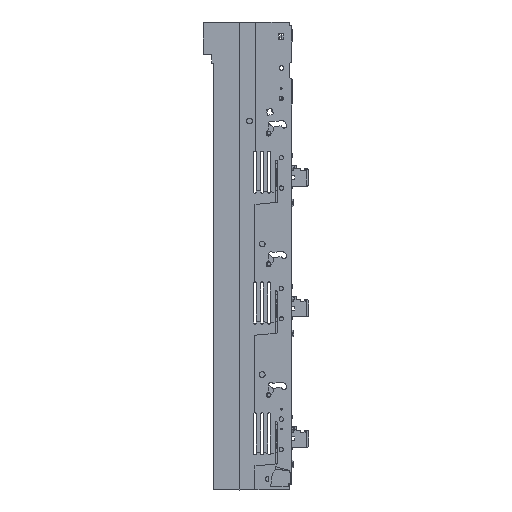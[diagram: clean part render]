
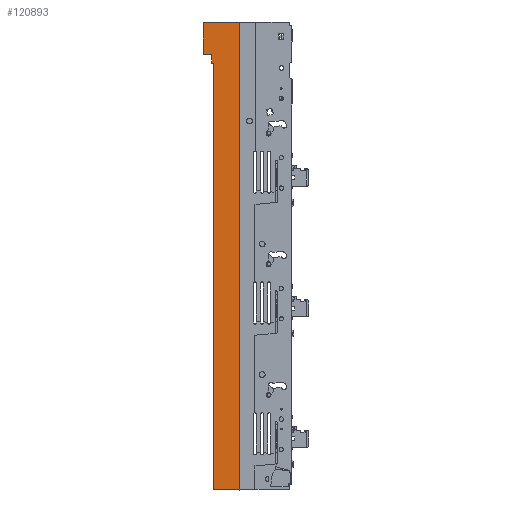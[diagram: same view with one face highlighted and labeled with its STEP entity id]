
A CAD part, left-side view. The second image highlights one B-rep face of the part: STEP entity #120893.
In plain terms, the highlighted face is planar.
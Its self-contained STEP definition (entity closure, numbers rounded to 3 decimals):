
#115457=DIRECTION('',(-1.,0.,0.));
#115458=VECTOR('',#115457,603.299);
#115459=CARTESIAN_POINT('',(339.287,24.8,-0.001));
#115460=LINE('',#115459,#115458);
#115520=DIRECTION('',(-0.029,0.,1.));
#115521=VECTOR('',#115520,3.);
#115522=CARTESIAN_POINT('',(339.375,24.8,-2.999));
#115523=LINE('',#115522,#115521);
#115591=DIRECTION('',(0.018,0.,-1.));
#115592=VECTOR('',#115591,36.806);
#115593=CARTESIAN_POINT('',(-264.693,24.8,36.8));
#115594=LINE('',#115593,#115592);
#115598=DIRECTION('',(0.024,0.,-1.));
#115599=VECTOR('',#115598,12.004);
#115600=CARTESIAN_POINT('',(351.473,24.8,-3.));
#115601=LINE('',#115600,#115599);
#115605=DIRECTION('',(0.016,0.,1.));
#115606=VECTOR('',#115605,51.806);
#115607=CARTESIAN_POINT('',(396.813,24.8,-15.));
#115608=LINE('',#115607,#115606);
#115619=DIRECTION('',(-1.,0.,0.));
#115620=VECTOR('',#115619,12.098);
#115621=CARTESIAN_POINT('',(351.473,24.8,-3.));
#115622=LINE('',#115621,#115620);
#115640=DIRECTION('',(-1.,0.,0.));
#115641=VECTOR('',#115640,45.049);
#115642=CARTESIAN_POINT('',(396.813,24.8,-15.));
#115643=LINE('',#115642,#115641);
#115689=DIRECTION('',(1.,0.,0.));
#115690=VECTOR('',#115689,662.324);
#115691=CARTESIAN_POINT('',(-264.693,24.8,36.8));
#115692=LINE('',#115691,#115690);
#119711=CARTESIAN_POINT('',(339.287,24.8,-0.001));
#119713=VERTEX_POINT('',#119711);
#119715=CARTESIAN_POINT('',(-264.013,24.8,0.));
#119716=VERTEX_POINT('',#119715);
#119970=CARTESIAN_POINT('',(339.375,24.8,-2.999));
#119971=VERTEX_POINT('',#119970);
#119982=CARTESIAN_POINT('',(-264.693,24.8,36.8));
#119983=VERTEX_POINT('',#119982);
#119986=CARTESIAN_POINT('',(351.473,24.8,-3.));
#119987=VERTEX_POINT('',#119986);
#119988=CARTESIAN_POINT('',(351.764,24.8,-15.));
#119989=VERTEX_POINT('',#119988);
#119990=CARTESIAN_POINT('',(396.813,24.8,-15.));
#119991=VERTEX_POINT('',#119990);
#119992=CARTESIAN_POINT('',(397.63,24.8,36.8));
#119993=VERTEX_POINT('',#119992);
#120873=CARTESIAN_POINT('',(0.,24.8,0.));
#120874=DIRECTION('',(0.,1.,0.));
#120875=DIRECTION('',(-1.,0.,0.));
#120876=AXIS2_PLACEMENT_3D('',#120873,#120874,#120875);
#120877=PLANE('',#120876);
#120878=ORIENTED_EDGE('',*,*,#120860,.T.);
#120879=ORIENTED_EDGE('',*,*,#120544,.F.);
#120880=ORIENTED_EDGE('',*,*,#120826,.F.);
#120882=ORIENTED_EDGE('',*,*,#120881,.F.);
#120884=ORIENTED_EDGE('',*,*,#120883,.T.);
#120886=ORIENTED_EDGE('',*,*,#120885,.F.);
#120888=ORIENTED_EDGE('',*,*,#120887,.T.);
#120890=ORIENTED_EDGE('',*,*,#120889,.F.);
#120891=EDGE_LOOP('',(#120878,#120879,#120880,#120882,#120884,#120886,#120888,
#120890));
#120892=FACE_OUTER_BOUND('',#120891,.F.);
#120544=EDGE_CURVE('',#119713,#119716,#115460,.T.);
#120826=EDGE_CURVE('',#119971,#119713,#115523,.T.);
#120860=EDGE_CURVE('',#119983,#119716,#115594,.T.);
#120881=EDGE_CURVE('',#119987,#119971,#115622,.T.);
#120883=EDGE_CURVE('',#119987,#119989,#115601,.T.);
#120885=EDGE_CURVE('',#119991,#119989,#115643,.T.);
#120887=EDGE_CURVE('',#119991,#119993,#115608,.T.);
#120889=EDGE_CURVE('',#119983,#119993,#115692,.T.);
#120893=ADVANCED_FACE('',(#120892),#120877,.T.);
